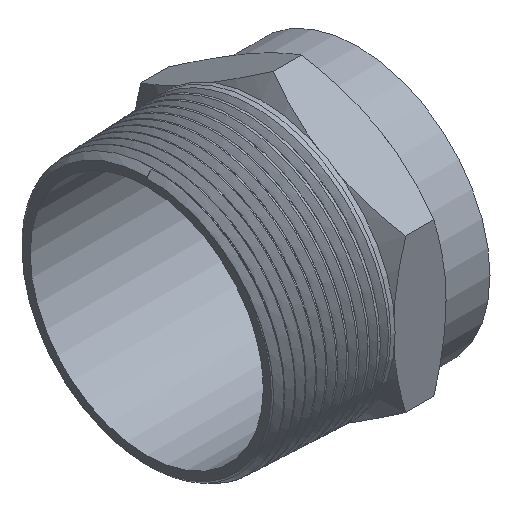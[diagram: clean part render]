
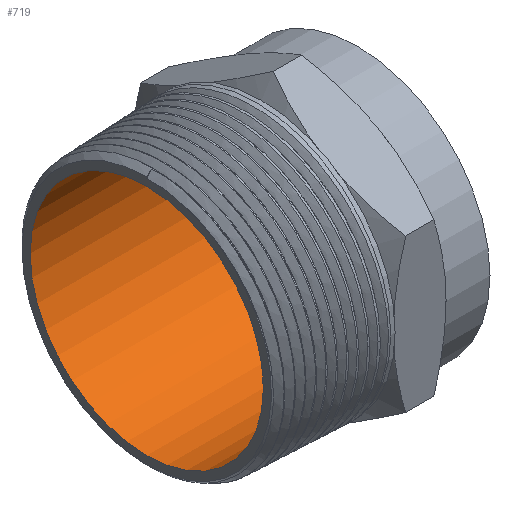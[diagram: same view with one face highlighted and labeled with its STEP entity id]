
A CAD part, isometric view. The second image highlights one B-rep face of the part: STEP entity #719.
In plain terms, the highlighted cylindrical face has radius 26.55 mm (diameter 53.1 mm), a full revolution.
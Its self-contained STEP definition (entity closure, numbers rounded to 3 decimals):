
#22=CYLINDRICAL_SURFACE('',#784,26.55);
#351=ORIENTED_EDGE('',*,*,#457,.T.);
#352=ORIENTED_EDGE('',*,*,#475,.F.);
#457=EDGE_CURVE('',#555,#555,#577,.T.);
#475=EDGE_CURVE('',#562,#562,#585,.T.);
#555=VERTEX_POINT('',#4339);
#562=VERTEX_POINT('',#4388);
#577=CIRCLE('',#765,26.55);
#585=CIRCLE('',#785,26.55);
#622=EDGE_LOOP('',(#351));
#623=EDGE_LOOP('',(#352));
#668=FACE_BOUND('',#622,.T.);
#669=FACE_BOUND('',#623,.T.);
#719=ADVANCED_FACE('',(#668,#669),#22,.F.);
#765=AXIS2_PLACEMENT_3D('',#4338,#855,#856);
#784=AXIS2_PLACEMENT_3D('',#4386,#899,#900);
#785=AXIS2_PLACEMENT_3D('',#4387,#901,#902);
#855=DIRECTION('',(-1.,0.,0.));
#856=DIRECTION('',(0.,-1.,0.));
#899=DIRECTION('',(-1.,0.,0.));
#900=DIRECTION('',(0.,-1.,0.));
#901=DIRECTION('',(-1.,0.,0.));
#902=DIRECTION('',(0.,-1.,0.));
#4338=CARTESIAN_POINT('',(-22.689,0.,0.));
#4339=CARTESIAN_POINT('',(-22.689,-26.55,0.));
#4386=CARTESIAN_POINT('',(-28.741,0.,0.));
#4387=CARTESIAN_POINT('',(18.211,0.,0.));
#4388=CARTESIAN_POINT('',(18.211,-26.55,0.));
